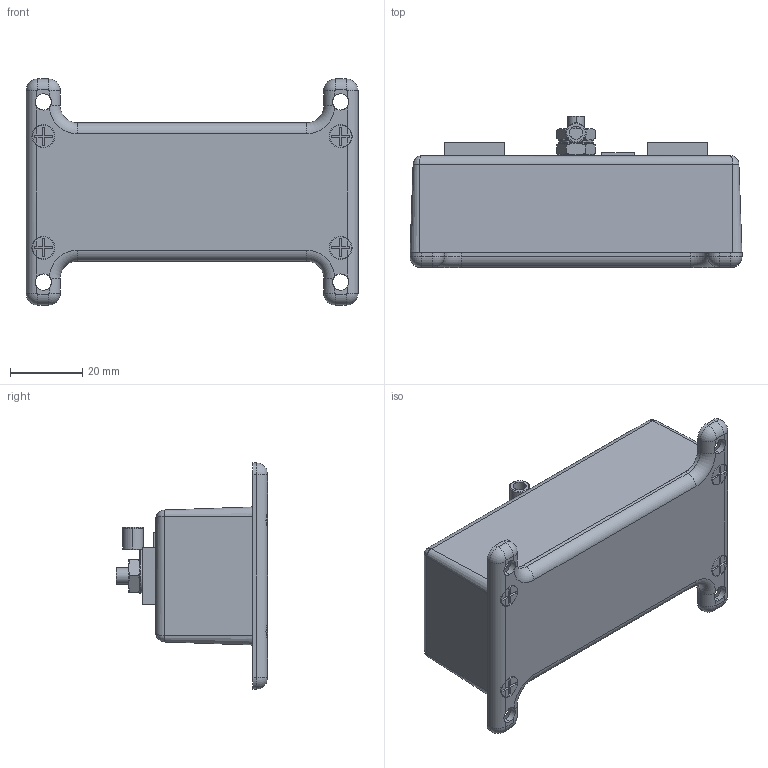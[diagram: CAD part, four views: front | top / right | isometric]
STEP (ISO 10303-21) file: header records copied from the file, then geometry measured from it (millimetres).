
FILE_DESCRIPTION (( 'STEP AP214' ), '1' );
FILE_NAME ('BT-CAT6-P1.STEP', '2019-04-10T16:36:15', ( '' ), ( '' ), 'SwSTEP 2.0', 'SolidWorks 2018', '' );
FILE_SCHEMA (( 'AUTOMOTIVE_DESIGN' ));
Length unit declared in the file: inch
Products named in the file (7): BT-CAT6-P1_PowerIn; XFN-0003; BT-CAT6-P1_RJ45; XCT-0005; BT-CAT6-P1; BT-CAT6-P1_BackPlate; BT-CAT6-P1_Enclosure
Assembly tree (8 placements, depth 2):
  BT-CAT6-P1
    BT-CAT6-P1_BackPlate
    BT-CAT6-P1_Enclosure
    BT-CAT6-P1_RJ45  x2
    XFN-0003  x2
    XCT-0005
    BT-CAT6-P1_PowerIn
Bounding box: 92.2 x 41.96 x 62.79 mm (x, y, z)
Volume: 104990.6 mm3; surface area: 29796.1 mm2
Topology: 8 solids, 8 shells, 435 faces, 1076 edges, 675 vertices
Faces by surface type: plane 250, cylinder 83, cone 64, torus 31, bspline 6, sphere 1
Entity records: 15134 total; most frequent: CARTESIAN_POINT 4643, DIRECTION 1735, ORIENTED_EDGE 1702, EDGE_CURVE 851, AXIS2_PLACEMENT_3D 607, VERTEX_POINT 537, VECTOR 521, LINE 521
